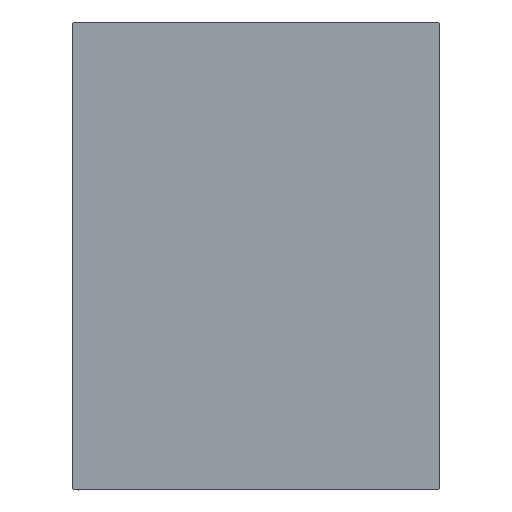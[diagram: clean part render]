
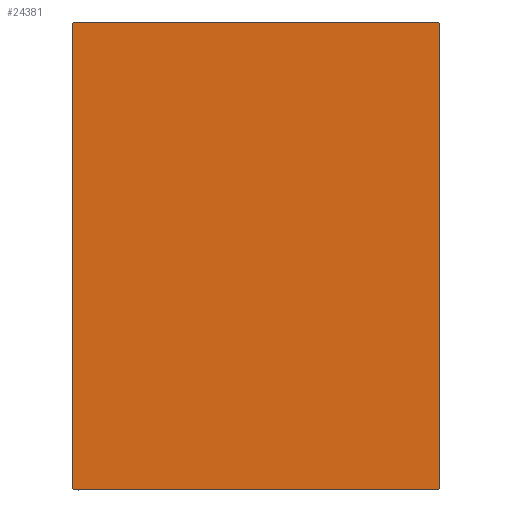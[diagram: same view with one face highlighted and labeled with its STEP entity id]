
A CAD part, left-side view. The second image highlights one B-rep face of the part: STEP entity #24381.
In plain terms, the highlighted face is planar.
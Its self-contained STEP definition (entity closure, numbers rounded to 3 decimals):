
#325 = LINE ( 'NONE', #13729, #8639 ) ;
#1367 = LINE ( 'NONE', #29071, #31554 ) ;
#2107 = ORIENTED_EDGE ( 'NONE', *, *, #15095, .T. ) ;
#2259 = CARTESIAN_POINT ( 'NONE',  ( 133., -55., 69.7 ) ) ;
#2963 = DIRECTION ( 'NONE',  ( 0., 0., -1. ) ) ;
#3078 = CARTESIAN_POINT ( 'NONE',  ( 133., 62.35, -62.35 ) ) ;
#4110 = EDGE_CURVE ( 'NONE', #32113, #14286, #13004, .T. ) ;
#6369 = CARTESIAN_POINT ( 'NONE',  ( 133., 54.7, -70. ) ) ;
#6695 = LINE ( 'NONE', #13077, #33524 ) ;
#8194 = EDGE_CURVE ( 'NONE', #18166, #17047, #1367, .T. ) ;
#8639 = VECTOR ( 'NONE', #19686, 1000. ) ;
#9229 = DIRECTION ( 'NONE',  ( 0., 0.707, 0.707 ) ) ;
#11945 = VECTOR ( 'NONE', #27786, 1000. ) ;
#12191 = ORIENTED_EDGE ( 'NONE', *, *, #36590, .T. ) ;
#12460 = VECTOR ( 'NONE', #30668, 1000. ) ;
#13004 = LINE ( 'NONE', #26428, #18930 ) ;
#13077 = CARTESIAN_POINT ( 'NONE',  ( 133., -55., 70. ) ) ;
#13439 = DIRECTION ( 'NONE',  ( 0., 1., 0. ) ) ;
#13729 = CARTESIAN_POINT ( 'NONE',  ( 133., 62.35, 62.35 ) ) ;
#13745 = CARTESIAN_POINT ( 'NONE',  ( 133., 54.7, 70. ) ) ;
#14214 = CARTESIAN_POINT ( 'NONE',  ( 133., -54.7, 70. ) ) ;
#14286 = VERTEX_POINT ( 'NONE', #6369 ) ;
#14360 = LINE ( 'NONE', #37934, #11945 ) ;
#14668 = VERTEX_POINT ( 'NONE', #29859 ) ;
#15095 = EDGE_CURVE ( 'NONE', #17047, #25338, #14360, .T. ) ;
#15193 = LINE ( 'NONE', #37895, #37681 ) ;
#15481 = ORIENTED_EDGE ( 'NONE', *, *, #4110, .T. ) ;
#17047 = VERTEX_POINT ( 'NONE', #14214 ) ;
#17464 = FACE_OUTER_BOUND ( 'NONE', #34102, .T. ) ;
#18084 = VECTOR ( 'NONE', #9229, 1000. ) ;
#18166 = VERTEX_POINT ( 'NONE', #13745 ) ;
#18930 = VECTOR ( 'NONE', #13439, 1000. ) ;
#19686 = DIRECTION ( 'NONE',  ( 0., -0.707, 0.707 ) ) ;
#20161 = VERTEX_POINT ( 'NONE', #35887 ) ;
#20216 = LINE ( 'NONE', #3078, #18084 ) ;
#21298 = CARTESIAN_POINT ( 'NONE',  ( 133., -54.7, -70. ) ) ;
#23500 = EDGE_CURVE ( 'NONE', #20161, #18166, #325, .T. ) ;
#24381 = ADVANCED_FACE ( 'NONE', ( #17464 ), #34869, .T. ) ;
#24816 = AXIS2_PLACEMENT_3D ( 'NONE', #34648, #37957, #41485 ) ;
#25338 = VERTEX_POINT ( 'NONE', #2259 ) ;
#25521 = ORIENTED_EDGE ( 'NONE', *, *, #39265, .T. ) ;
#26428 = CARTESIAN_POINT ( 'NONE',  ( 133., -55., -70. ) ) ;
#27786 = DIRECTION ( 'NONE',  ( 0., -0.707, -0.707 ) ) ;
#29071 = CARTESIAN_POINT ( 'NONE',  ( 133., 55., 70. ) ) ;
#29859 = CARTESIAN_POINT ( 'NONE',  ( 133., 55., -69.7 ) ) ;
#30668 = DIRECTION ( 'NONE',  ( 0., 0., 1. ) ) ;
#31427 = ORIENTED_EDGE ( 'NONE', *, *, #40460, .T. ) ;
#31554 = VECTOR ( 'NONE', #39000, 1000. ) ;
#32113 = VERTEX_POINT ( 'NONE', #21298 ) ;
#33524 = VECTOR ( 'NONE', #2963, 1000. ) ;
#34102 = EDGE_LOOP ( 'NONE', ( #15481, #41278, #31427, #35725, #39438, #2107, #25521, #12191 ) ) ;
#34633 = LINE ( 'NONE', #37719, #12460 ) ;
#34648 = CARTESIAN_POINT ( 'NONE',  ( 133., 0., 0. ) ) ;
#34725 = CARTESIAN_POINT ( 'NONE',  ( 133., -55., -69.7 ) ) ;
#34869 = PLANE ( 'NONE',  #24816 ) ;
#35725 = ORIENTED_EDGE ( 'NONE', *, *, #23500, .T. ) ;
#35887 = CARTESIAN_POINT ( 'NONE',  ( 133., 55., 69.7 ) ) ;
#36590 = EDGE_CURVE ( 'NONE', #43389, #32113, #15193, .T. ) ;
#37681 = VECTOR ( 'NONE', #38119, 1000. ) ;
#37719 = CARTESIAN_POINT ( 'NONE',  ( 133., 55., -70. ) ) ;
#37895 = CARTESIAN_POINT ( 'NONE',  ( 133., -62.35, -62.35 ) ) ;
#37934 = CARTESIAN_POINT ( 'NONE',  ( 133., -62.35, 62.35 ) ) ;
#37957 = DIRECTION ( 'NONE',  ( 1., 0., 0. ) ) ;
#38119 = DIRECTION ( 'NONE',  ( 0., 0.707, -0.707 ) ) ;
#39000 = DIRECTION ( 'NONE',  ( 0., -1., 0. ) ) ;
#39265 = EDGE_CURVE ( 'NONE', #25338, #43389, #6695, .T. ) ;
#39438 = ORIENTED_EDGE ( 'NONE', *, *, #8194, .T. ) ;
#40460 = EDGE_CURVE ( 'NONE', #14668, #20161, #34633, .T. ) ;
#40743 = EDGE_CURVE ( 'NONE', #14286, #14668, #20216, .T. ) ;
#41278 = ORIENTED_EDGE ( 'NONE', *, *, #40743, .T. ) ;
#41485 = DIRECTION ( 'NONE',  ( 0., 0., -1. ) ) ;
#43389 = VERTEX_POINT ( 'NONE', #34725 ) ;
